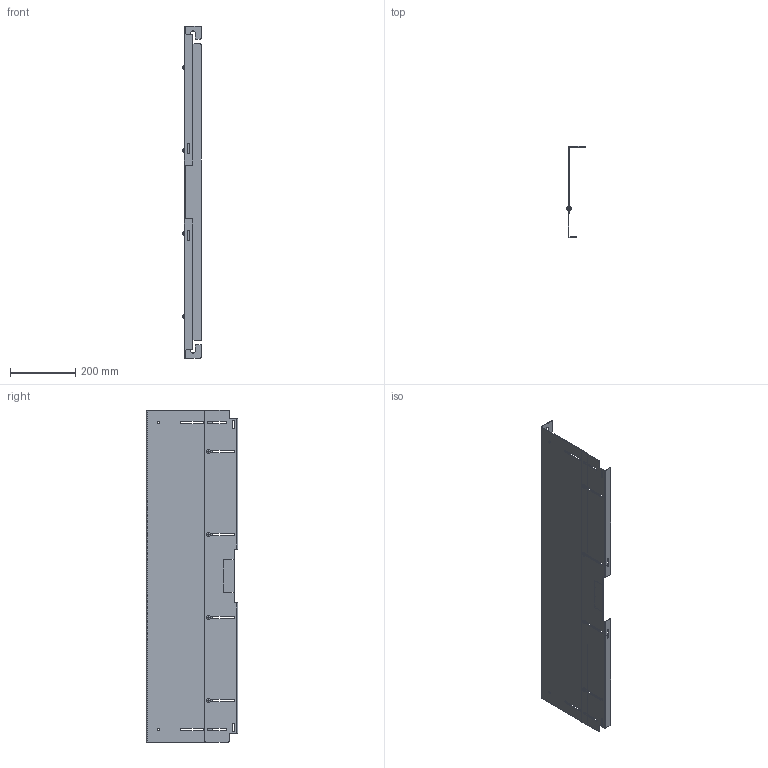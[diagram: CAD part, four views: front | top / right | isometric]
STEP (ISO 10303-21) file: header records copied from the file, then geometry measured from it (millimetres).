
FILE_DESCRIPTION (( 'STEP AP203' ), '1' );
FILE_NAME ('BKWM4212_Default.step', '2019-11-12T21:01:56', ( '' ), ( '' ), 'SwSTEP 2.0', 'SolidWorks 2019', '' );
FILE_SCHEMA (( 'CONFIG_CONTROL_DESIGN' ));
Length unit declared in the file: inch
Products named in the file (1): BKWM4212_Default
Bounding box: 56.83 x 279.53 x 1016 mm (x, y, z)
Volume: 676778 mm3; surface area: 752616.2 mm2
Topology: 10 solids, 10 shells, 313 faces, 815 edges, 530 vertices
Faces by surface type: plane 160, cylinder 109, bspline 28, torus 16
Entity records: 10200 total; most frequent: CARTESIAN_POINT 2367, ORIENTED_EDGE 1630, DIRECTION 1585, EDGE_CURVE 815, AXIS2_PLACEMENT_3D 564, VERTEX_POINT 530, LINE 457, VECTOR 457
